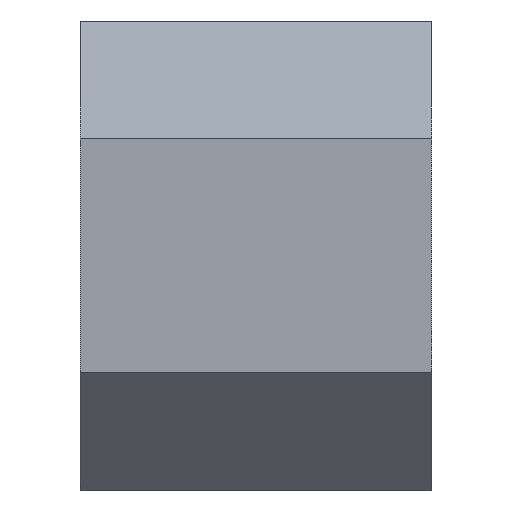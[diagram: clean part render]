
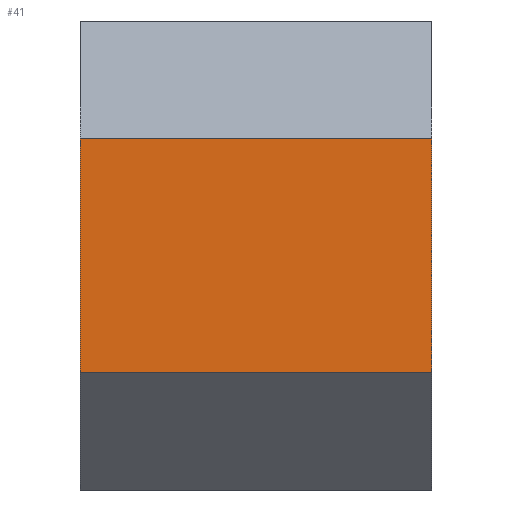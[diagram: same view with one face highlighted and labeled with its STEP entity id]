
A CAD part, left-side view. The second image highlights one B-rep face of the part: STEP entity #41.
In plain terms, the highlighted planar face has unit normal (-1, 0, 0).
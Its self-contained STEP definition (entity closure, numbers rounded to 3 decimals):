
#41=ADVANCED_FACE('',(#80),#606,.T.);
#80=FACE_OUTER_BOUND('',#121,.T.);
#121=EDGE_LOOP('',(#248,#249,#250,#251));
#248=ORIENTED_EDGE('',*,*,#398,.F.);
#249=ORIENTED_EDGE('',*,*,#393,.F.);
#250=ORIENTED_EDGE('',*,*,#399,.F.);
#251=ORIENTED_EDGE('',*,*,#397,.F.);
#393=EDGE_CURVE('',#576,#577,#472,.T.);
#397=EDGE_CURVE('',#580,#581,#476,.T.);
#398=EDGE_CURVE('',#577,#580,#477,.T.);
#399=EDGE_CURVE('',#581,#576,#478,.T.);
#472=B_SPLINE_CURVE_WITH_KNOTS('',1,(#1536,#1537),.UNSPECIFIED.,.F.,.F.,
(2,2),(0.,4.),.UNSPECIFIED.);
#476=B_SPLINE_CURVE_WITH_KNOTS('',1,(#1544,#1545),.UNSPECIFIED.,.F.,.F.,
(2,2),(-4.,0.),.UNSPECIFIED.);
#477=B_SPLINE_CURVE_WITH_KNOTS('',1,(#1546,#1547),.UNSPECIFIED.,.F.,.F.,
(2,2),(-6.,0.),.UNSPECIFIED.);
#478=B_SPLINE_CURVE_WITH_KNOTS('',1,(#1548,#1549),.UNSPECIFIED.,.F.,.F.,
(2,2),(-6.,0.),.UNSPECIFIED.);
#576=VERTEX_POINT('',#1326);
#577=VERTEX_POINT('',#1327);
#580=VERTEX_POINT('',#1330);
#581=VERTEX_POINT('',#1331);
#606=PLANE('',#665);
#665=AXIS2_PLACEMENT_3D('',#976,#690,$);
#690=DIRECTION('',(-1.,0.,0.));
#976=CARTESIAN_POINT('',(-16.14,14.4,2.4));
#1326=CARTESIAN_POINT('',(-16.14,21.,-2.));
#1327=CARTESIAN_POINT('',(-16.14,21.,2.));
#1330=CARTESIAN_POINT('',(-16.14,15.,2.));
#1331=CARTESIAN_POINT('',(-16.14,15.,-2.));
#1536=CARTESIAN_POINT('',(-16.14,21.,-2.));
#1537=CARTESIAN_POINT('',(-16.14,21.,2.));
#1544=CARTESIAN_POINT('',(-16.14,15.,2.));
#1545=CARTESIAN_POINT('',(-16.14,15.,-2.));
#1546=CARTESIAN_POINT('',(-16.14,21.,2.));
#1547=CARTESIAN_POINT('',(-16.14,15.,2.));
#1548=CARTESIAN_POINT('',(-16.14,15.,-2.));
#1549=CARTESIAN_POINT('',(-16.14,21.,-2.));
